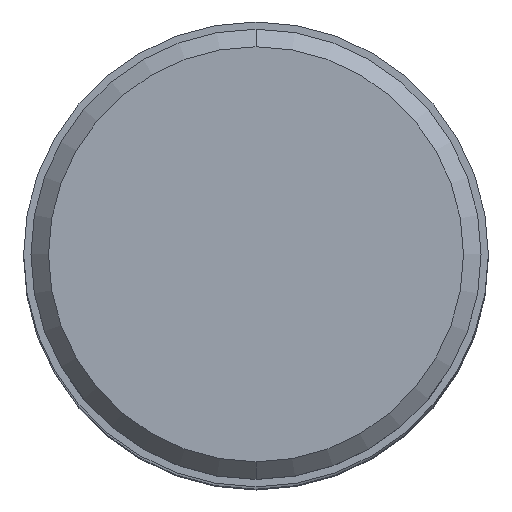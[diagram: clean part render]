
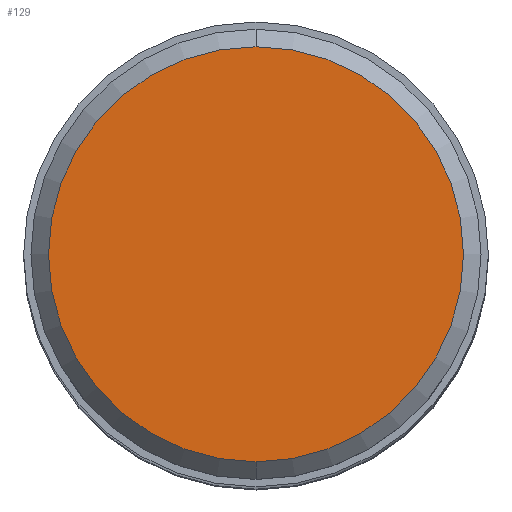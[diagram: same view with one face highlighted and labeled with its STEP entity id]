
A CAD part, top view. The second image highlights one B-rep face of the part: STEP entity #129.
In plain terms, the highlighted planar face has unit normal (0, 0, 1).
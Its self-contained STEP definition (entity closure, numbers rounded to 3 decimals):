
#34=PLANE('',#1004);
#129=ADVANCED_FACE('',(#192),#34,.F.);
#192=FACE_OUTER_BOUND('',#244,.T.);
#244=EDGE_LOOP('',(#428,#429));
#428=ORIENTED_EDGE('',*,*,#640,.T.);
#429=ORIENTED_EDGE('',*,*,#641,.T.);
#537=VERTEX_POINT('',#2015);
#538=VERTEX_POINT('',#2016);
#640=EDGE_CURVE('',#537,#538,#757,.T.);
#641=EDGE_CURVE('',#538,#537,#758,.T.);
#757=CIRCLE('',#1002,14.175);
#758=CIRCLE('',#1003,14.175);
#1002=AXIS2_PLACEMENT_3D('',#2014,#1215,#1216);
#1003=AXIS2_PLACEMENT_3D('',#2017,#1217,#1218);
#1004=AXIS2_PLACEMENT_3D('',#2018,#1219,#1220);
#1215=DIRECTION('',(0.,0.,1.));
#1216=DIRECTION('',(0.,-1.,0.));
#1217=DIRECTION('',(0.,0.,1.));
#1218=DIRECTION('',(0.,1.,0.));
#1219=DIRECTION('',(0.,0.,-1.));
#1220=DIRECTION('',(-1.,0.,0.));
#2014=CARTESIAN_POINT('',(0.,0.,42.863));
#2015=CARTESIAN_POINT('',(0.,-14.175,42.863));
#2016=CARTESIAN_POINT('',(0.,14.175,42.863));
#2017=CARTESIAN_POINT('',(0.,0.,42.863));
#2018=CARTESIAN_POINT('',(0.,0.,42.863));
